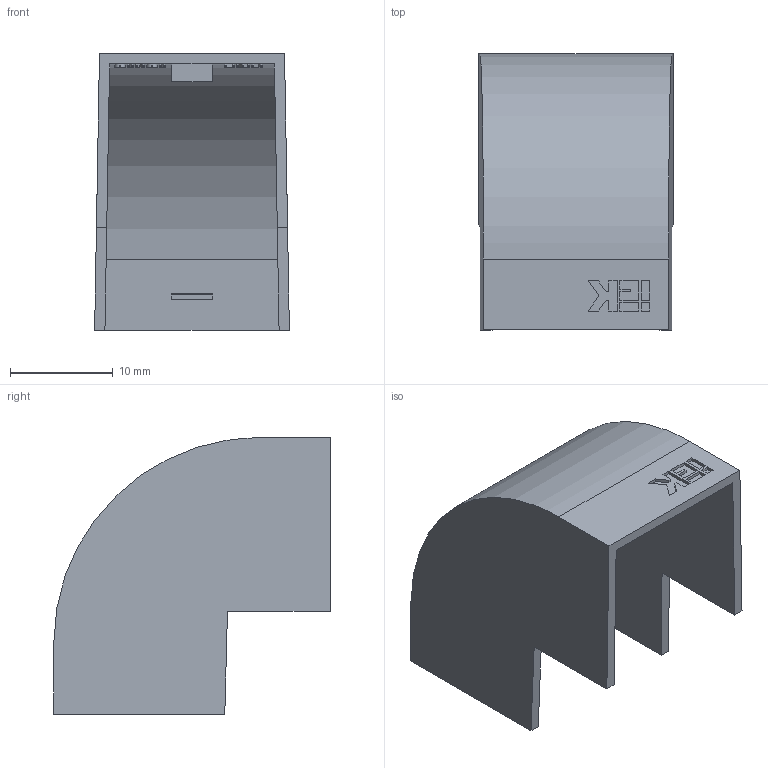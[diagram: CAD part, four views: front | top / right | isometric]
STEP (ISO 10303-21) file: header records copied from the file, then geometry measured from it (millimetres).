
FILE_DESCRIPTION (( 'STEP AP214' ), '1' );
FILE_NAME ('CKMP10D-N-016-016-K01 Âíåøíèé óãîë ÊÌÍ 16õ16 (4 øò._êîìï.).STEP', '2016-06-20T06:27:21', ( '' ), ( '' ), 'SwSTEP 2.0', 'SolidWorks 2014', '' );
FILE_SCHEMA (( 'AUTOMOTIVE_DESIGN' ));
Length unit declared in the file: millimetre
Products named in the file (1): CKMP10D-N-016-016-K01 Âíåøíèé óãîë ÊÌÍ 16õ16 (4 øò._êîìï.)
Bounding box: 18.94 x 26.9 x 26.9 mm (x, y, z)
Volume: 1804 mm3; surface area: 3798.2 mm2
Topology: 1 solids, 1 shells, 242 faces, 669 edges, 446 vertices
Faces by surface type: plane 144, bspline 93, cylinder 5
Entity records: 10023 total; most frequent: CARTESIAN_POINT 4467, ORIENTED_EDGE 1338, DIRECTION 777, EDGE_CURVE 669, LINE 473, VECTOR 473, VERTEX_POINT 446, EDGE_LOOP 259
